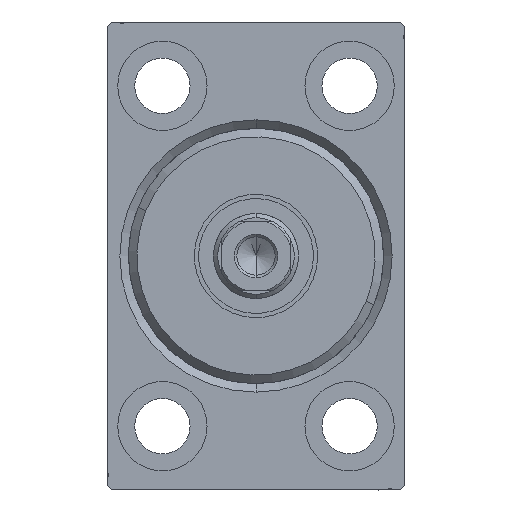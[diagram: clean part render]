
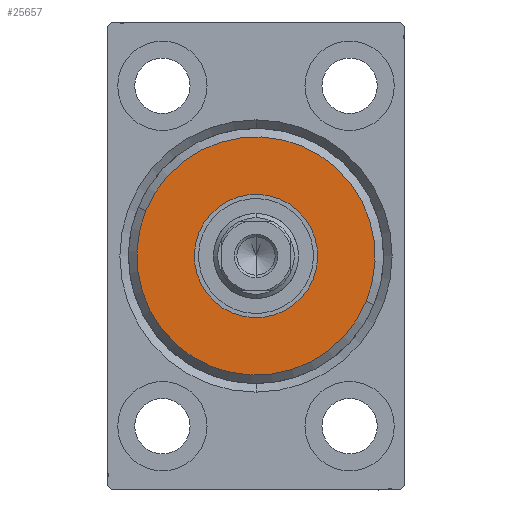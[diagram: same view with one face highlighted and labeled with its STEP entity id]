
A CAD part, left-side view. The second image highlights one B-rep face of the part: STEP entity #25657.
In plain terms, the highlighted face is planar.
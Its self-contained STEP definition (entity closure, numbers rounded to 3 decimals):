
#2756 = AXIS2_PLACEMENT_3D ( 'NONE', #5012, #12346, #4792 ) ;
#3129 = CIRCLE ( 'NONE', #3872, 14. ) ;
#3872 = AXIS2_PLACEMENT_3D ( 'NONE', #42583, #39021, #39668 ) ;
#4792 = DIRECTION ( 'NONE',  ( 0., 0., -1. ) ) ;
#5012 = CARTESIAN_POINT ( 'NONE',  ( 3., 0., 0. ) ) ;
#5333 = AXIS2_PLACEMENT_3D ( 'NONE', #36418, #29518, #25980 ) ;
#5754 = DIRECTION ( 'NONE',  ( 1., 0., 0. ) ) ;
#6379 = FACE_BOUND ( 'NONE', #12850, .T. ) ;
#8593 = DIRECTION ( 'NONE',  ( 0., 0., -1. ) ) ;
#8668 = CARTESIAN_POINT ( 'NONE',  ( 3., 0., 0. ) ) ;
#10277 = ORIENTED_EDGE ( 'NONE', *, *, #22685, .F. ) ;
#10308 = ORIENTED_EDGE ( 'NONE', *, *, #42801, .T. ) ;
#11629 = ORIENTED_EDGE ( 'NONE', *, *, #41591, .T. ) ;
#11705 = CARTESIAN_POINT ( 'NONE',  ( 3., 0., 0. ) ) ;
#12346 = DIRECTION ( 'NONE',  ( 1., 0., 0. ) ) ;
#12626 = FACE_OUTER_BOUND ( 'NONE', #16871, .T. ) ;
#12850 = EDGE_LOOP ( 'NONE', ( #28697, #10277 ) ) ;
#16167 = PLANE ( 'NONE',  #5333 ) ;
#16871 = EDGE_LOOP ( 'NONE', ( #11629, #10308 ) ) ;
#20185 = AXIS2_PLACEMENT_3D ( 'NONE', #11705, #38631, #8593 ) ;
#22088 = VERTEX_POINT ( 'NONE', #33851 ) ;
#22685 = EDGE_CURVE ( 'NONE', #34942, #23601, #42968, .T. ) ;
#23601 = VERTEX_POINT ( 'NONE', #32154 ) ;
#24135 = CARTESIAN_POINT ( 'NONE',  ( 3., 0., -14. ) ) ;
#25657 = ADVANCED_FACE ( 'NONE', ( #12626, #6379 ), #16167, .T. ) ;
#25980 = DIRECTION ( 'NONE',  ( 0., 0., -1. ) ) ;
#26214 = CIRCLE ( 'NONE', #2756, 7.25 ) ;
#28697 = ORIENTED_EDGE ( 'NONE', *, *, #35310, .F. ) ;
#29518 = DIRECTION ( 'NONE',  ( 1., 0., 0. ) ) ;
#31304 = CARTESIAN_POINT ( 'NONE',  ( 3., 0., 7.25 ) ) ;
#32154 = CARTESIAN_POINT ( 'NONE',  ( 3., 0., -7.25 ) ) ;
#33851 = CARTESIAN_POINT ( 'NONE',  ( 3., 0., 14. ) ) ;
#34393 = CIRCLE ( 'NONE', #39370, 14. ) ;
#34942 = VERTEX_POINT ( 'NONE', #31304 ) ;
#35310 = EDGE_CURVE ( 'NONE', #23601, #34942, #26214, .T. ) ;
#36418 = CARTESIAN_POINT ( 'NONE',  ( 3., 0., 0. ) ) ;
#38631 = DIRECTION ( 'NONE',  ( 1., 0., 0. ) ) ;
#39021 = DIRECTION ( 'NONE',  ( 1., 0., 0. ) ) ;
#39162 = VERTEX_POINT ( 'NONE', #24135 ) ;
#39370 = AXIS2_PLACEMENT_3D ( 'NONE', #8668, #5754, #42069 ) ;
#39668 = DIRECTION ( 'NONE',  ( 0., 0., -1. ) ) ;
#41591 = EDGE_CURVE ( 'NONE', #22088, #39162, #34393, .T. ) ;
#42069 = DIRECTION ( 'NONE',  ( 0., 0., -1. ) ) ;
#42583 = CARTESIAN_POINT ( 'NONE',  ( 3., 0., 0. ) ) ;
#42801 = EDGE_CURVE ( 'NONE', #39162, #22088, #3129, .T. ) ;
#42968 = CIRCLE ( 'NONE', #20185, 7.25 ) ;
